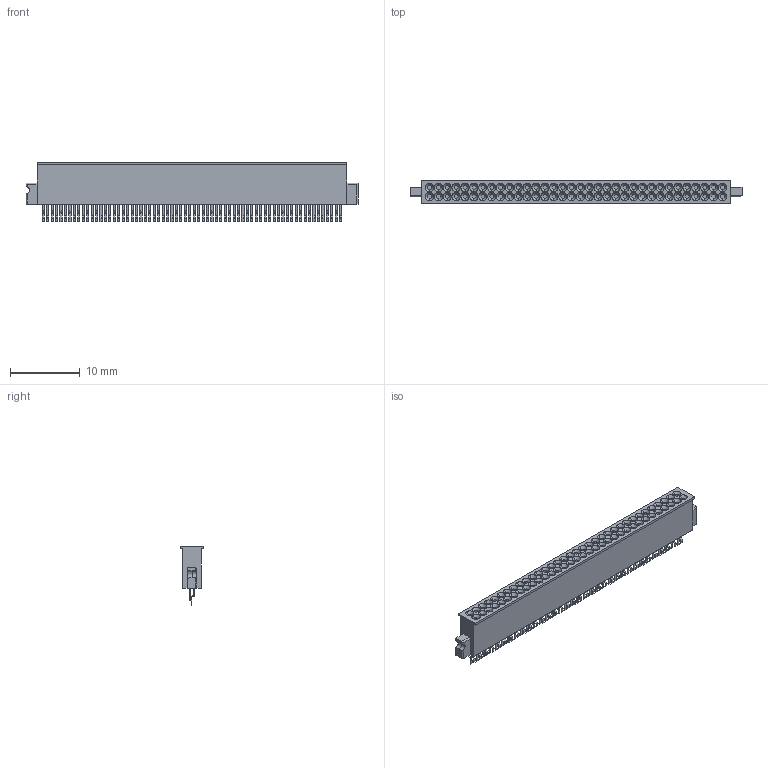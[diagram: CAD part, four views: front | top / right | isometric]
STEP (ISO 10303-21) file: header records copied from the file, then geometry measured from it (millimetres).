
FILE_DESCRIPTION((''),'2;1');
FILE_NAME('C-5146547-01-3','2007-09-07T',('workeradm'),('Tyco Electronics Corporation'),'PRO/ENGINEER BY PARAMETRIC TECHNOLOGY CORPORATION, 2005450','PRO/ENGINEER BY PARAMETRIC TECHNOLOGY CORPORATION, 2005450','');
FILE_SCHEMA(('CONFIG_CONTROL_DESIGN', 'GEOMETRIC_VALIDATION_PROPERTIES_MIM'));
Length unit declared in the file: millimetre
Products named in the file (1): C-5146547-01-3
Bounding box: 47.5 x 3.3 x 8.48 mm (x, y, z)
Volume: 710.7 mm3; surface area: 1120.8 mm2
Topology: 1 solids, 1 shells, 1372 faces, 3543 edges, 2316 vertices
Faces by surface type: plane 755, cylinder 478, cone 137, extrusion 2
Entity records: 41954 total; most frequent: DIRECTION 7372, CARTESIAN_POINT 7273, ORIENTED_EDGE 7086, EDGE_CURVE 3543, AXIS2_PLACEMENT_3D 2463, VECTOR 2446, LINE 2444, VERTEX_POINT 2316
